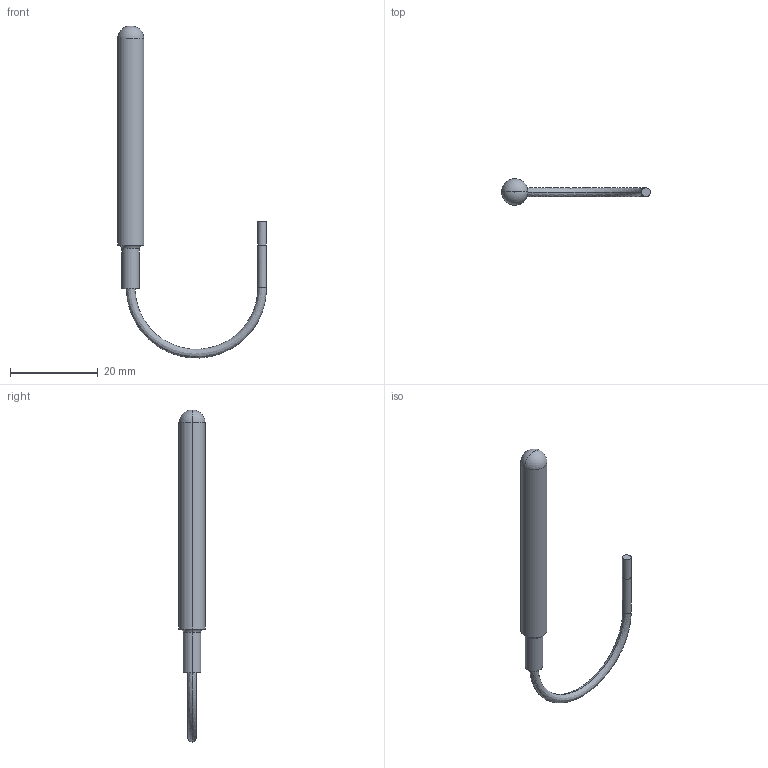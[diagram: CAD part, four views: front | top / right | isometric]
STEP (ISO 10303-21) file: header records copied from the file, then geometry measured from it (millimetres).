
FILE_DESCRIPTION (( 'STEP AP214' ), '1' );
FILE_NAME ('ds18b20.STEP', '2022-09-28T02:49:41', ( '' ), ( '' ), 'SwSTEP 2.0', 'SolidWorks 2017', '' );
FILE_SCHEMA (( 'AUTOMOTIVE_DESIGN' ));
Length unit declared in the file: millimetre
Products named in the file (1): ds18b20
Bounding box: 34 x 6 x 75.8 mm (x, y, z)
Volume: 1710.5 mm3; surface area: 1486.7 mm2
Topology: 1 solids, 1 shells, 20 faces, 39 edges, 23 vertices
Faces by surface type: cylinder 6, plane 6, bspline 4, torus 4
Entity records: 782 total; most frequent: CARTESIAN_POINT 187, DIRECTION 89, ORIENTED_EDGE 78, AXIS2_PLACEMENT_3D 41, EDGE_CURVE 39, CIRCLE 24, VERTEX_POINT 23, EDGE_LOOP 22
